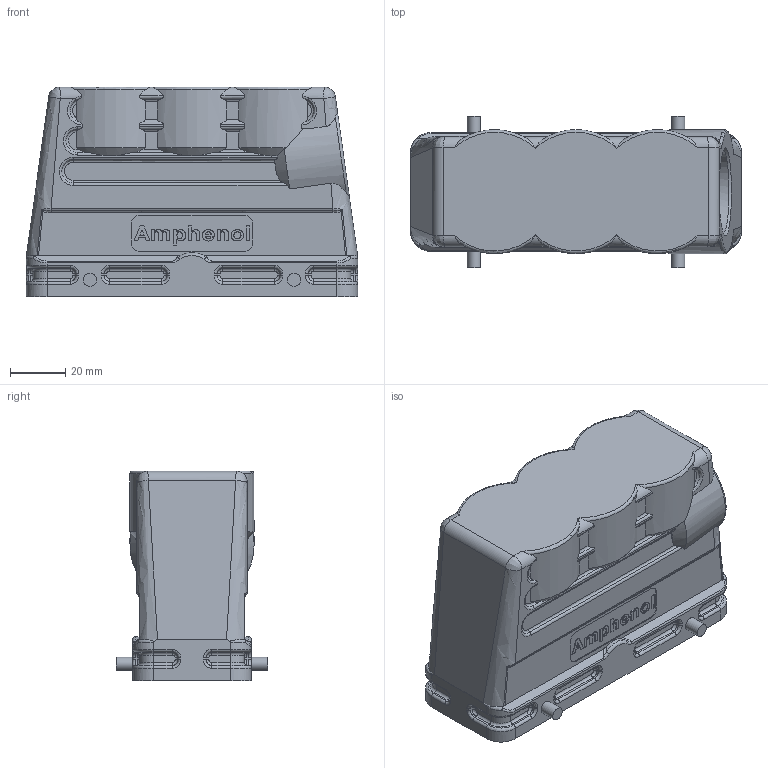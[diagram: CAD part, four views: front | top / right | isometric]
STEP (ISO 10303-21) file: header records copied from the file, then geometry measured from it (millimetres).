
FILE_DESCRIPTION(/* description */ (''),/* implementation_level */ '2;1');
FILE_NAME(/* name */ 'c146 21r024 500 8nxc001-05.stp',/* time_stamp */ '2021-05-04T07:19:13+02:00',/* author */ (''),/* organization */ (''),/* preprocessor_version */ 'ST-DEVELOPER v16.7',/* originating_system */ 'SIEMENS PLM Software NX 12.0',/* authorisation */ '');
FILE_SCHEMA (('AUTOMOTIVE_DESIGN { 1 0 10303 214 3 1 1 1 }'));
Length unit declared in the file: millimetre
Products named in the file (3): C146 K17 552 E8-01_38850ID; c146 21r024 500 8nxm001-05; c146 21r024 500 8nxc001-05
Assembly tree (2 placements, depth 3):
  c146 21r024 500 8nxc001-05
    c146 21r024 500 8nxm001-05
      C146 K17 552 E8-01_38850ID
Bounding box: 120.01 x 55 x 76 mm (x, y, z)
Volume: 76983.2 mm3; surface area: 53020.9 mm2
Topology: 1 solids, 1 shells, 731 faces, 1868 edges, 1164 vertices
Faces by surface type: plane 218, cylinder 211, bspline 189, extrusion 66, cone 39, torus 8
Full cylindrical faces by diameter (mm): 2.5 x4, 4.8 x4, 30.38 x1
Entity records: 32171 total; most frequent: CARTESIAN_POINT 11322, ORIENTED_EDGE 3648, DIRECTION 2870, EDGE_CURVE 1824, VERTEX_POINT 1155, AXIS2_PLACEMENT_3D 1011, VECTOR 848, EDGE_LOOP 789
